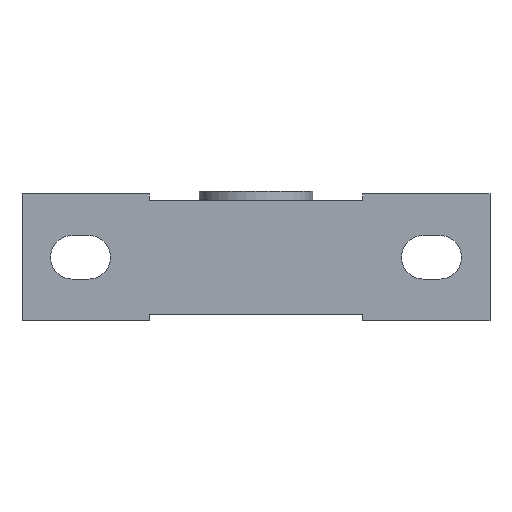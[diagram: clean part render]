
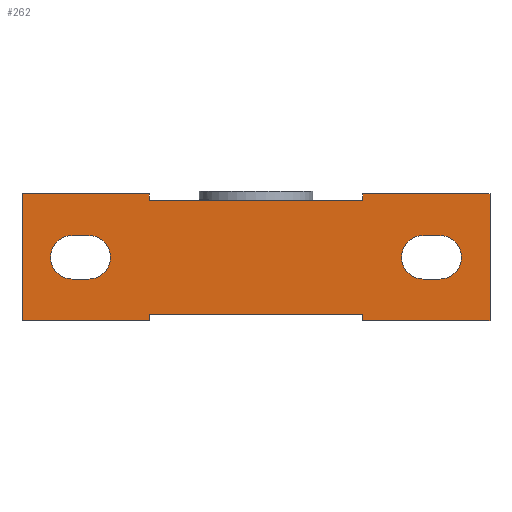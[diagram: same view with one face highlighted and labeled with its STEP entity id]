
A CAD part, front view. The second image highlights one B-rep face of the part: STEP entity #262.
In plain terms, the highlighted planar face has unit normal (0, -1, 0).
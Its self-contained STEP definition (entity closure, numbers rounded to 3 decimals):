
#262 = ADVANCED_FACE( '', ( #570, #571, #572 ), #573, .F. );
#570 = FACE_BOUND( '', #926, .T. );
#571 = FACE_BOUND( '', #927, .T. );
#572 = FACE_OUTER_BOUND( '', #928, .T. );
#573 = PLANE( '', #929 );
#926 = EDGE_LOOP( '', ( #1563, #1564, #1565, #1566 ) );
#927 = EDGE_LOOP( '', ( #1567, #1568, #1569, #1570 ) );
#928 = EDGE_LOOP( '', ( #1571, #1572, #1573, #1574, #1575, #1576, #1577, #1578, #1579, #1580, #1581, #1582 ) );
#929 = AXIS2_PLACEMENT_3D( '', #1583, #1584, #1585 );
#1563 = ORIENTED_EDGE( '', *, *, #2202, .T. );
#1564 = ORIENTED_EDGE( '', *, *, #2203, .T. );
#1565 = ORIENTED_EDGE( '', *, *, #2204, .T. );
#1566 = ORIENTED_EDGE( '', *, *, #2205, .T. );
#1567 = ORIENTED_EDGE( '', *, *, #2110, .T. );
#1568 = ORIENTED_EDGE( '', *, *, #2206, .T. );
#1569 = ORIENTED_EDGE( '', *, *, #2061, .T. );
#1570 = ORIENTED_EDGE( '', *, *, #2056, .T. );
#1571 = ORIENTED_EDGE( '', *, *, #2207, .F. );
#1572 = ORIENTED_EDGE( '', *, *, #2084, .F. );
#1573 = ORIENTED_EDGE( '', *, *, #2075, .F. );
#1574 = ORIENTED_EDGE( '', *, *, #2176, .F. );
#1575 = ORIENTED_EDGE( '', *, *, #2118, .F. );
#1576 = ORIENTED_EDGE( '', *, *, #2208, .F. );
#1577 = ORIENTED_EDGE( '', *, *, #2209, .F. );
#1578 = ORIENTED_EDGE( '', *, *, #2093, .F. );
#1579 = ORIENTED_EDGE( '', *, *, #2195, .F. );
#1580 = ORIENTED_EDGE( '', *, *, #2210, .F. );
#1581 = ORIENTED_EDGE( '', *, *, #2211, .F. );
#1582 = ORIENTED_EDGE( '', *, *, #2154, .F. );
#1583 = CARTESIAN_POINT( '', ( 0., -36.5, 0. ) );
#1584 = DIRECTION( '', ( 0., 1., 0. ) );
#1585 = DIRECTION( '', ( 0., 0., 1. ) );
#2056 = EDGE_CURVE( '', #2454, #2455, #2456, .T. );
#2061 = EDGE_CURVE( '', #2463, #2454, #2464, .T. );
#2075 = EDGE_CURVE( '', #2484, #2485, #2486, .T. );
#2084 = EDGE_CURVE( '', #2485, #2500, #2501, .T. );
#2093 = EDGE_CURVE( '', #2513, #2514, #2515, .T. );
#2110 = EDGE_CURVE( '', #2455, #2540, #2541, .T. );
#2118 = EDGE_CURVE( '', #2551, #2552, #2553, .T. );
#2154 = EDGE_CURVE( '', #2604, #2605, #2606, .T. );
#2176 = EDGE_CURVE( '', #2552, #2484, #2638, .T. );
#2195 = EDGE_CURVE( '', #2664, #2513, #2665, .T. );
#2202 = EDGE_CURVE( '', #2672, #2673, #2674, .T. );
#2203 = EDGE_CURVE( '', #2673, #2675, #2676, .T. );
#2204 = EDGE_CURVE( '', #2675, #2677, #2678, .T. );
#2205 = EDGE_CURVE( '', #2677, #2672, #2679, .T. );
#2206 = EDGE_CURVE( '', #2540, #2463, #2680, .T. );
#2207 = EDGE_CURVE( '', #2500, #2604, #2681, .T. );
#2208 = EDGE_CURVE( '', #2682, #2551, #2683, .T. );
#2209 = EDGE_CURVE( '', #2514, #2682, #2684, .T. );
#2210 = EDGE_CURVE( '', #2685, #2664, #2686, .T. );
#2211 = EDGE_CURVE( '', #2605, #2685, #2687, .T. );
#2454 = VERTEX_POINT( '', #3089 );
#2455 = VERTEX_POINT( '', #3090 );
#2456 = CIRCLE( '', #3091, 6.5 );
#2463 = VERTEX_POINT( '', #3100 );
#2464 = LINE( '', #3101, #3102 );
#2484 = VERTEX_POINT( '', #3124 );
#2485 = VERTEX_POINT( '', #3125 );
#2486 = LINE( '', #3126, #3127 );
#2500 = VERTEX_POINT( '', #3270 );
#2501 = LINE( '', #3271, #3272 );
#2513 = VERTEX_POINT( '', #3294 );
#2514 = VERTEX_POINT( '', #3295 );
#2515 = LINE( '', #3296, #3297 );
#2540 = VERTEX_POINT( '', #3343 );
#2541 = LINE( '', #3344, #3345 );
#2551 = VERTEX_POINT( '', #3358 );
#2552 = VERTEX_POINT( '', #3359 );
#2553 = LINE( '', #3360, #3361 );
#2604 = VERTEX_POINT( '', #3454 );
#2605 = VERTEX_POINT( '', #3455 );
#2606 = LINE( '', #3456, #3457 );
#2638 = LINE( '', #3541, #3542 );
#2664 = VERTEX_POINT( '', #3578 );
#2665 = LINE( '', #3579, #3580 );
#2672 = VERTEX_POINT( '', #3590 );
#2673 = VERTEX_POINT( '', #3591 );
#2674 = LINE( '', #3592, #3593 );
#2675 = VERTEX_POINT( '', #3594 );
#2676 = CIRCLE( '', #3595, 6.5 );
#2677 = VERTEX_POINT( '', #3596 );
#2678 = LINE( '', #3597, #3598 );
#2679 = CIRCLE( '', #3599, 6.5 );
#2680 = CIRCLE( '', #3600, 6.5 );
#2681 = LINE( '', #3601, #3602 );
#2682 = VERTEX_POINT( '', #3603 );
#2683 = LINE( '', #3604, #3605 );
#2684 = LINE( '', #3606, #3607 );
#2685 = VERTEX_POINT( '', #3608 );
#2686 = LINE( '', #3609, #3610 );
#2687 = LINE( '', #3611, #3612 );
#3089 = CARTESIAN_POINT( '', ( 55., -36.5, 6.5 ) );
#3090 = CARTESIAN_POINT( '', ( 55., -36.5, -6.5 ) );
#3091 = AXIS2_PLACEMENT_3D( '', #3980, #3981, #3982 );
#3100 = CARTESIAN_POINT( '', ( 50., -36.5, 6.5 ) );
#3101 = CARTESIAN_POINT( '', ( 50., -36.5, 6.5 ) );
#3102 = VECTOR( '', #3988, 1000. );
#3124 = CARTESIAN_POINT( '', ( -32., -36.5, -17. ) );
#3125 = CARTESIAN_POINT( '', ( -32., -36.5, -19. ) );
#3126 = CARTESIAN_POINT( '', ( -32., -36.5, -17. ) );
#3127 = VECTOR( '', #4009, 1000. );
#3270 = CARTESIAN_POINT( '', ( -70., -36.5, -19. ) );
#3271 = CARTESIAN_POINT( '', ( -32., -36.5, -19. ) );
#3272 = VECTOR( '', #4016, 1000. );
#3294 = CARTESIAN_POINT( '', ( 32., -36.5, 19. ) );
#3295 = CARTESIAN_POINT( '', ( 70., -36.5, 19. ) );
#3296 = CARTESIAN_POINT( '', ( 32., -36.5, 19. ) );
#3297 = VECTOR( '', #4021, 1000. );
#3343 = CARTESIAN_POINT( '', ( 50., -36.5, -6.5 ) );
#3344 = CARTESIAN_POINT( '', ( 55., -36.5, -6.5 ) );
#3345 = VECTOR( '', #4037, 1000. );
#3358 = CARTESIAN_POINT( '', ( 32., -36.5, -19. ) );
#3359 = CARTESIAN_POINT( '', ( 32., -36.5, -17. ) );
#3360 = CARTESIAN_POINT( '', ( 32., -36.5, -19. ) );
#3361 = VECTOR( '', #4044, 1000. );
#3454 = CARTESIAN_POINT( '', ( -70., -36.5, 19. ) );
#3455 = CARTESIAN_POINT( '', ( -32., -36.5, 19. ) );
#3456 = CARTESIAN_POINT( '', ( -70., -36.5, 19. ) );
#3457 = VECTOR( '', #4080, 1000. );
#3541 = CARTESIAN_POINT( '', ( 32., -36.5, -17. ) );
#3542 = VECTOR( '', #4102, 1000. );
#3578 = CARTESIAN_POINT( '', ( 32., -36.5, 17. ) );
#3579 = CARTESIAN_POINT( '', ( 32., -36.5, 17. ) );
#3580 = VECTOR( '', #4119, 1000. );
#3590 = CARTESIAN_POINT( '', ( -50., -36.5, -6.5 ) );
#3591 = CARTESIAN_POINT( '', ( -55., -36.5, -6.5 ) );
#3592 = CARTESIAN_POINT( '', ( -50., -36.5, -6.5 ) );
#3593 = VECTOR( '', #4123, 1000. );
#3594 = CARTESIAN_POINT( '', ( -55., -36.5, 6.5 ) );
#3595 = AXIS2_PLACEMENT_3D( '', #4124, #4125, #4126 );
#3596 = CARTESIAN_POINT( '', ( -50., -36.5, 6.5 ) );
#3597 = CARTESIAN_POINT( '', ( -55., -36.5, 6.5 ) );
#3598 = VECTOR( '', #4127, 1000. );
#3599 = AXIS2_PLACEMENT_3D( '', #4128, #4129, #4130 );
#3600 = AXIS2_PLACEMENT_3D( '', #4131, #4132, #4133 );
#3601 = CARTESIAN_POINT( '', ( -70., -36.5, -19. ) );
#3602 = VECTOR( '', #4134, 1000. );
#3603 = CARTESIAN_POINT( '', ( 70., -36.5, -19. ) );
#3604 = CARTESIAN_POINT( '', ( 70., -36.5, -19. ) );
#3605 = VECTOR( '', #4135, 1000. );
#3606 = CARTESIAN_POINT( '', ( 70., -36.5, 19. ) );
#3607 = VECTOR( '', #4136, 1000. );
#3608 = CARTESIAN_POINT( '', ( -32., -36.5, 17. ) );
#3609 = CARTESIAN_POINT( '', ( -32., -36.5, 17. ) );
#3610 = VECTOR( '', #4137, 1000. );
#3611 = CARTESIAN_POINT( '', ( -32., -36.5, 19. ) );
#3612 = VECTOR( '', #4138, 1000. );
#3980 = CARTESIAN_POINT( '', ( 55., -36.5, 0. ) );
#3981 = DIRECTION( '', ( 0., 1., 0. ) );
#3982 = DIRECTION( '', ( 1., 0., 0. ) );
#3988 = DIRECTION( '', ( 1., 0., 0. ) );
#4009 = DIRECTION( '', ( 0., 0., -1. ) );
#4016 = DIRECTION( '', ( -1., 0., 0. ) );
#4021 = DIRECTION( '', ( 1., 0., 0. ) );
#4037 = DIRECTION( '', ( -1., 0., 0. ) );
#4044 = DIRECTION( '', ( 0., 0., 1. ) );
#4080 = DIRECTION( '', ( 1., 0., 0. ) );
#4102 = DIRECTION( '', ( -1., 0., 0. ) );
#4119 = DIRECTION( '', ( 0., 0., 1. ) );
#4123 = DIRECTION( '', ( -1., 0., 0. ) );
#4124 = CARTESIAN_POINT( '', ( -55., -36.5, 0. ) );
#4125 = DIRECTION( '', ( 0., 1., 0. ) );
#4126 = DIRECTION( '', ( 1., 0., 0. ) );
#4127 = DIRECTION( '', ( 1., 0., 0. ) );
#4128 = CARTESIAN_POINT( '', ( -50., -36.5, 0. ) );
#4129 = DIRECTION( '', ( 0., 1., 0. ) );
#4130 = DIRECTION( '', ( 1., 0., 0. ) );
#4131 = CARTESIAN_POINT( '', ( 50., -36.5, 0. ) );
#4132 = DIRECTION( '', ( 0., 1., 0. ) );
#4133 = DIRECTION( '', ( 1., 0., 0. ) );
#4134 = DIRECTION( '', ( 0., 0., 1. ) );
#4135 = DIRECTION( '', ( -1., 0., 0. ) );
#4136 = DIRECTION( '', ( 0., 0., -1. ) );
#4137 = DIRECTION( '', ( 1., 0., 0. ) );
#4138 = DIRECTION( '', ( 0., 0., -1. ) );
